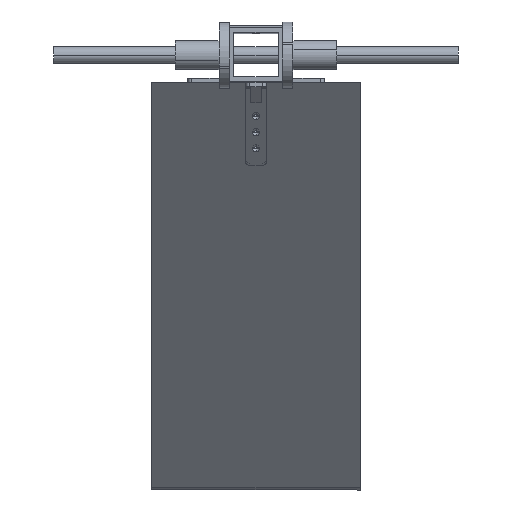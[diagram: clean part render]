
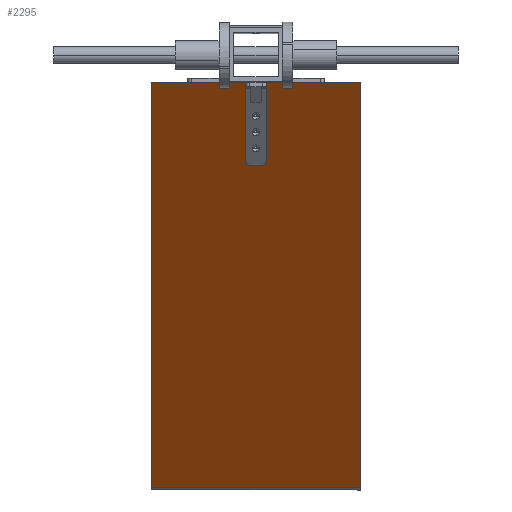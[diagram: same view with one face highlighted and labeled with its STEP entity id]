
A CAD part, top view. The second image highlights one B-rep face of the part: STEP entity #2295.
In plain terms, the highlighted face is planar.
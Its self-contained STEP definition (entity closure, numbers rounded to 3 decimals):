
#6 = EDGE_CURVE ( 'NONE', #8010, #2723, #3260, .T. ) ;
#87 = VECTOR ( 'NONE', #7735, 1000. ) ;
#287 = VERTEX_POINT ( 'NONE', #7752 ) ;
#319 = ORIENTED_EDGE ( 'NONE', *, *, #6460, .F. ) ;
#333 = EDGE_CURVE ( 'NONE', #2723, #8010, #3110, .T. ) ;
#447 = AXIS2_PLACEMENT_3D ( 'NONE', #6532, #5285, #2658 ) ;
#466 = DIRECTION ( 'NONE',  ( -0.766, 0.643, 0. ) ) ;
#485 = LINE ( 'NONE', #2412, #4005 ) ;
#488 = EDGE_CURVE ( 'NONE', #1167, #2137, #4614, .T. ) ;
#888 = VERTEX_POINT ( 'NONE', #5254 ) ;
#1150 = FACE_BOUND ( 'NONE', #1956, .T. ) ;
#1167 = VERTEX_POINT ( 'NONE', #3042 ) ;
#1252 = DIRECTION ( 'NONE',  ( 0.643, 0.766, 0. ) ) ;
#1283 = CARTESIAN_POINT ( 'NONE',  ( -170.507, 143.073, 0. ) ) ;
#1333 = CARTESIAN_POINT ( 'NONE',  ( -6.314, 5.298, 50. ) ) ;
#1577 = CARTESIAN_POINT ( 'NONE',  ( -169.358, 142.108, 0. ) ) ;
#1682 = ORIENTED_EDGE ( 'NONE', *, *, #3853, .F. ) ;
#1789 = DIRECTION ( 'NONE',  ( -0.643, -0.766, 0. ) ) ;
#1915 = VERTEX_POINT ( 'NONE', #1333 ) ;
#1940 = DIRECTION ( 'NONE',  ( -0.766, 0.643, 0. ) ) ;
#1956 = EDGE_LOOP ( 'NONE', ( #6366, #4164 ) ) ;
#1972 = CARTESIAN_POINT ( 'NONE',  ( -6.314, 5.298, -50. ) ) ;
#2137 = VERTEX_POINT ( 'NONE', #4301 ) ;
#2216 = EDGE_LOOP ( 'NONE', ( #1682, #7407 ) ) ;
#2295 = ADVANCED_FACE ( 'NONE', ( #5790, #1150, #7632, #8364 ), #2439, .F. ) ;
#2412 = CARTESIAN_POINT ( 'NONE',  ( 0., 0., -50. ) ) ;
#2439 = PLANE ( 'NONE',  #6657 ) ;
#2567 = AXIS2_PLACEMENT_3D ( 'NONE', #7484, #2929, #4078 ) ;
#2658 = DIRECTION ( 'NONE',  ( -0.766, 0.643, 0. ) ) ;
#2723 = VERTEX_POINT ( 'NONE', #6207 ) ;
#2785 = CIRCLE ( 'NONE', #447, 1.5 ) ;
#2832 = VERTEX_POINT ( 'NONE', #8274 ) ;
#2836 = DIRECTION ( 'NONE',  ( 0., 0., -1. ) ) ;
#2878 = CARTESIAN_POINT ( 'NONE',  ( -6.314, 5.298, 50. ) ) ;
#2929 = DIRECTION ( 'NONE',  ( 0.643, 0.766, 0. ) ) ;
#2937 = EDGE_CURVE ( 'NONE', #2137, #1167, #4870, .T. ) ;
#3042 = CARTESIAN_POINT ( 'NONE',  ( -183.53, 154., 0. ) ) ;
#3110 = CIRCLE ( 'NONE', #4309, 1.5 ) ;
#3260 = CIRCLE ( 'NONE', #3524, 1.5 ) ;
#3315 = DIRECTION ( 'NONE',  ( 0.643, 0.766, 0. ) ) ;
#3374 = EDGE_CURVE ( 'NONE', #287, #888, #5901, .T. ) ;
#3478 = VECTOR ( 'NONE', #6825, 1000. ) ;
#3524 = AXIS2_PLACEMENT_3D ( 'NONE', #1577, #4757, #5352 ) ;
#3707 = CARTESIAN_POINT ( 'NONE',  ( 0., 0., 50. ) ) ;
#3841 = LINE ( 'NONE', #5852, #87 ) ;
#3853 = EDGE_CURVE ( 'NONE', #888, #287, #2785, .T. ) ;
#3927 = EDGE_LOOP ( 'NONE', ( #7945, #4200, #8140, #319 ) ) ;
#4005 = VECTOR ( 'NONE', #4311, 1000. ) ;
#4078 = DIRECTION ( 'NONE',  ( -0.766, 0.643, 0. ) ) ;
#4104 = LINE ( 'NONE', #2878, #8235 ) ;
#4164 = ORIENTED_EDGE ( 'NONE', *, *, #488, .F. ) ;
#4200 = ORIENTED_EDGE ( 'NONE', *, *, #5005, .T. ) ;
#4301 = CARTESIAN_POINT ( 'NONE',  ( -185.828, 155.928, 0. ) ) ;
#4304 = LINE ( 'NONE', #8199, #3478 ) ;
#4309 = AXIS2_PLACEMENT_3D ( 'NONE', #7881, #3315, #7842 ) ;
#4311 = DIRECTION ( 'NONE',  ( -0.766, 0.643, 0. ) ) ;
#4572 = CARTESIAN_POINT ( 'NONE',  ( -177.019, 148.536, 0. ) ) ;
#4614 = CIRCLE ( 'NONE', #2567, 1.5 ) ;
#4757 = DIRECTION ( 'NONE',  ( 0.643, 0.766, 0. ) ) ;
#4870 = CIRCLE ( 'NONE', #5425, 1.5 ) ;
#5005 = EDGE_CURVE ( 'NONE', #1915, #8129, #4104, .T. ) ;
#5103 = EDGE_CURVE ( 'NONE', #8129, #2832, #485, .T. ) ;
#5176 = DIRECTION ( 'NONE',  ( -0.766, 0.643, 0. ) ) ;
#5254 = CARTESIAN_POINT ( 'NONE',  ( -178.168, 149.5, 0. ) ) ;
#5285 = DIRECTION ( 'NONE',  ( 0.643, 0.766, 0. ) ) ;
#5352 = DIRECTION ( 'NONE',  ( -0.766, 0.643, 0. ) ) ;
#5425 = AXIS2_PLACEMENT_3D ( 'NONE', #7791, #7751, #5176 ) ;
#5655 = ORIENTED_EDGE ( 'NONE', *, *, #6, .F. ) ;
#5790 = FACE_OUTER_BOUND ( 'NONE', #3927, .T. ) ;
#5852 = CARTESIAN_POINT ( 'NONE',  ( 0., 0., 50. ) ) ;
#5901 = CIRCLE ( 'NONE', #6305, 1.5 ) ;
#5919 = EDGE_LOOP ( 'NONE', ( #5655, #7454 ) ) ;
#5923 = CARTESIAN_POINT ( 'NONE',  ( -200., 167.82, 50. ) ) ;
#6207 = CARTESIAN_POINT ( 'NONE',  ( -168.209, 141.144, 0. ) ) ;
#6305 = AXIS2_PLACEMENT_3D ( 'NONE', #4572, #1252, #1940 ) ;
#6366 = ORIENTED_EDGE ( 'NONE', *, *, #2937, .F. ) ;
#6460 = EDGE_CURVE ( 'NONE', #6807, #2832, #4304, .T. ) ;
#6532 = CARTESIAN_POINT ( 'NONE',  ( -177.019, 148.536, 0. ) ) ;
#6657 = AXIS2_PLACEMENT_3D ( 'NONE', #3707, #1789, #466 ) ;
#6807 = VERTEX_POINT ( 'NONE', #5923 ) ;
#6825 = DIRECTION ( 'NONE',  ( 0., 0., -1. ) ) ;
#7407 = ORIENTED_EDGE ( 'NONE', *, *, #3374, .F. ) ;
#7454 = ORIENTED_EDGE ( 'NONE', *, *, #333, .F. ) ;
#7484 = CARTESIAN_POINT ( 'NONE',  ( -184.679, 154.964, 0. ) ) ;
#7502 = EDGE_CURVE ( 'NONE', #1915, #6807, #3841, .T. ) ;
#7632 = FACE_BOUND ( 'NONE', #2216, .T. ) ;
#7735 = DIRECTION ( 'NONE',  ( -0.766, 0.643, 0. ) ) ;
#7751 = DIRECTION ( 'NONE',  ( 0.643, 0.766, 0. ) ) ;
#7752 = CARTESIAN_POINT ( 'NONE',  ( -175.87, 147.572, 0. ) ) ;
#7791 = CARTESIAN_POINT ( 'NONE',  ( -184.679, 154.964, 0. ) ) ;
#7842 = DIRECTION ( 'NONE',  ( -0.766, 0.643, 0. ) ) ;
#7881 = CARTESIAN_POINT ( 'NONE',  ( -169.358, 142.108, 0. ) ) ;
#7945 = ORIENTED_EDGE ( 'NONE', *, *, #7502, .F. ) ;
#8010 = VERTEX_POINT ( 'NONE', #1283 ) ;
#8129 = VERTEX_POINT ( 'NONE', #1972 ) ;
#8140 = ORIENTED_EDGE ( 'NONE', *, *, #5103, .T. ) ;
#8199 = CARTESIAN_POINT ( 'NONE',  ( -200., 167.82, 50. ) ) ;
#8235 = VECTOR ( 'NONE', #2836, 1000. ) ;
#8274 = CARTESIAN_POINT ( 'NONE',  ( -200., 167.82, -50. ) ) ;
#8364 = FACE_BOUND ( 'NONE', #5919, .T. ) ;
